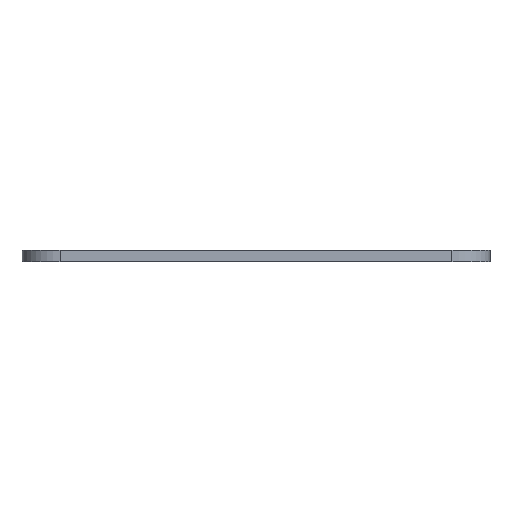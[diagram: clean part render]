
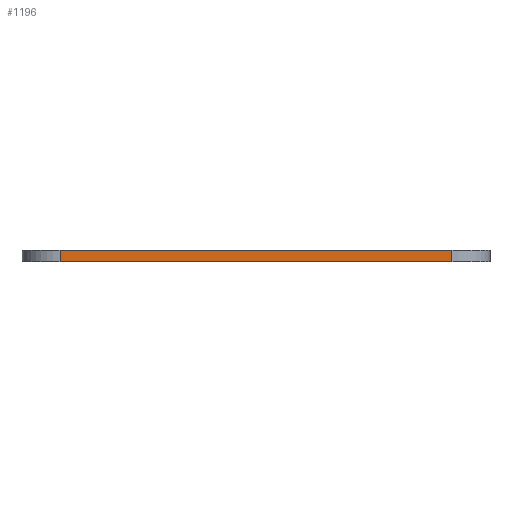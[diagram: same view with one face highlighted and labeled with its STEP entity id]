
A CAD part, front view. The second image highlights one B-rep face of the part: STEP entity #1196.
In plain terms, the highlighted planar face has unit normal (0, -1, 0).
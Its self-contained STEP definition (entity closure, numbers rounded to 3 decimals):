
#59=PLANE('',#1327);
#118=FACE_OUTER_BOUND('',#187,.T.);
#187=EDGE_LOOP('',(#1037,#1038,#1039,#1040));
#204=LINE('',#1694,#317);
#209=LINE('',#1706,#322);
#243=LINE('',#1833,#356);
#308=LINE('',#2011,#421);
#317=VECTOR('',#1346,10.);
#322=VECTOR('',#1357,10.);
#356=VECTOR('',#1461,10.);
#421=VECTOR('',#1664,10.);
#490=VERTEX_POINT('',#1691);
#491=VERTEX_POINT('',#1693);
#495=VERTEX_POINT('',#1705);
#553=VERTEX_POINT('',#1831);
#605=EDGE_CURVE('',#490,#491,#204,.T.);
#611=EDGE_CURVE('',#491,#495,#209,.T.);
#675=EDGE_CURVE('',#495,#553,#243,.T.);
#764=EDGE_CURVE('',#553,#490,#308,.T.);
#1037=ORIENTED_EDGE('',*,*,#605,.F.);
#1038=ORIENTED_EDGE('',*,*,#764,.F.);
#1039=ORIENTED_EDGE('',*,*,#675,.F.);
#1040=ORIENTED_EDGE('',*,*,#611,.F.);
#1196=ADVANCED_FACE('',(#118),#59,.T.);
#1327=AXIS2_PLACEMENT_3D('',#2010,#1662,#1663);
#1346=DIRECTION('',(0.,0.,-1.));
#1357=DIRECTION('',(-1.,0.,0.));
#1461=DIRECTION('',(0.,0.,1.));
#1662=DIRECTION('center_axis',(0.,-1.,0.));
#1663=DIRECTION('ref_axis',(1.,0.,0.));
#1664=DIRECTION('',(1.,0.,0.));
#1691=CARTESIAN_POINT('',(45.578,-68.609,1.5));
#1693=CARTESIAN_POINT('',(45.578,-68.609,0.));
#1694=CARTESIAN_POINT('',(45.578,-68.609,0.));
#1705=CARTESIAN_POINT('',(-5.903,-68.609,0.));
#1706=CARTESIAN_POINT('',(50.578,-68.609,0.));
#1831=CARTESIAN_POINT('',(-5.903,-68.609,1.5));
#1833=CARTESIAN_POINT('',(-5.903,-68.609,0.));
#2010=CARTESIAN_POINT('Origin',(-10.903,-68.609,0.));
#2011=CARTESIAN_POINT('',(50.578,-68.609,1.5));
